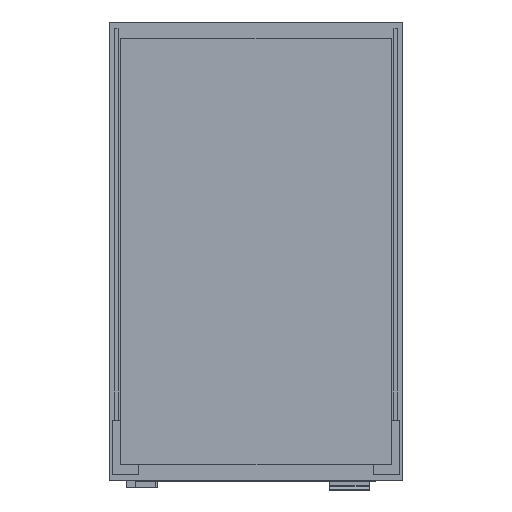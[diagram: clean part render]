
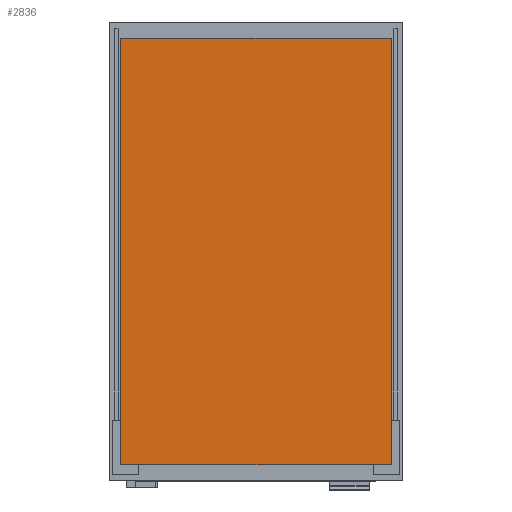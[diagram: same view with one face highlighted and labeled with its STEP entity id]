
A CAD part, front view. The second image highlights one B-rep face of the part: STEP entity #2836.
In plain terms, the highlighted planar face has unit normal (0, -1, 0).
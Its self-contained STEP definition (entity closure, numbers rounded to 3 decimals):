
#35 = ORIENTED_EDGE ( 'NONE', *, *, #6773, .F. ) ;
#197 = VERTEX_POINT ( 'NONE', #3982 ) ;
#235 = EDGE_LOOP ( 'NONE', ( #860, #2764, #35, #3194 ) ) ;
#236 = DIRECTION ( 'NONE',  ( 0., 0., 1. ) ) ;
#304 = CARTESIAN_POINT ( 'NONE',  ( -205., 0., -323. ) ) ;
#550 = EDGE_CURVE ( 'NONE', #704, #5702, #2579, .T. ) ;
#704 = VERTEX_POINT ( 'NONE', #4730 ) ;
#807 = PLANE ( 'NONE',  #4846 ) ;
#860 = ORIENTED_EDGE ( 'NONE', *, *, #2129, .F. ) ;
#1413 = VECTOR ( 'NONE', #3539, 1000. ) ;
#1477 = CARTESIAN_POINT ( 'NONE',  ( 205., 0., -323. ) ) ;
#1591 = VERTEX_POINT ( 'NONE', #1477 ) ;
#1921 = CARTESIAN_POINT ( 'NONE',  ( -205., 0., -323. ) ) ;
#2091 = LINE ( 'NONE', #304, #1413 ) ;
#2129 = EDGE_CURVE ( 'NONE', #5702, #1591, #6775, .T. ) ;
#2158 = FACE_OUTER_BOUND ( 'NONE', #235, .T. ) ;
#2579 = LINE ( 'NONE', #5979, #4886 ) ;
#2764 = ORIENTED_EDGE ( 'NONE', *, *, #550, .F. ) ;
#2774 = CARTESIAN_POINT ( 'NONE',  ( 205., 0., -323. ) ) ;
#2836 = ADVANCED_FACE ( 'NONE', ( #2158 ), #807, .F. ) ;
#3194 = ORIENTED_EDGE ( 'NONE', *, *, #5163, .F. ) ;
#3539 = DIRECTION ( 'NONE',  ( -1., 0., 0. ) ) ;
#3982 = CARTESIAN_POINT ( 'NONE',  ( -205., 0., -323. ) ) ;
#4215 = VECTOR ( 'NONE', #6143, 1000. ) ;
#4730 = CARTESIAN_POINT ( 'NONE',  ( -205., 0., 323. ) ) ;
#4846 = AXIS2_PLACEMENT_3D ( 'NONE', #5172, #5729, #236 ) ;
#4886 = VECTOR ( 'NONE', #5527, 1000. ) ;
#5163 = EDGE_CURVE ( 'NONE', #1591, #197, #2091, .T. ) ;
#5172 = CARTESIAN_POINT ( 'NONE',  ( 0., 0., 0. ) ) ;
#5527 = DIRECTION ( 'NONE',  ( 1., 0., 0. ) ) ;
#5702 = VERTEX_POINT ( 'NONE', #6245 ) ;
#5729 = DIRECTION ( 'NONE',  ( 0., 1., 0. ) ) ;
#5746 = DIRECTION ( 'NONE',  ( 0., 0., 1. ) ) ;
#5796 = LINE ( 'NONE', #1921, #6056 ) ;
#5979 = CARTESIAN_POINT ( 'NONE',  ( -205., 0., 323. ) ) ;
#6056 = VECTOR ( 'NONE', #5746, 1000. ) ;
#6143 = DIRECTION ( 'NONE',  ( 0., 0., -1. ) ) ;
#6245 = CARTESIAN_POINT ( 'NONE',  ( 205., 0., 323. ) ) ;
#6773 = EDGE_CURVE ( 'NONE', #197, #704, #5796, .T. ) ;
#6775 = LINE ( 'NONE', #2774, #4215 ) ;
